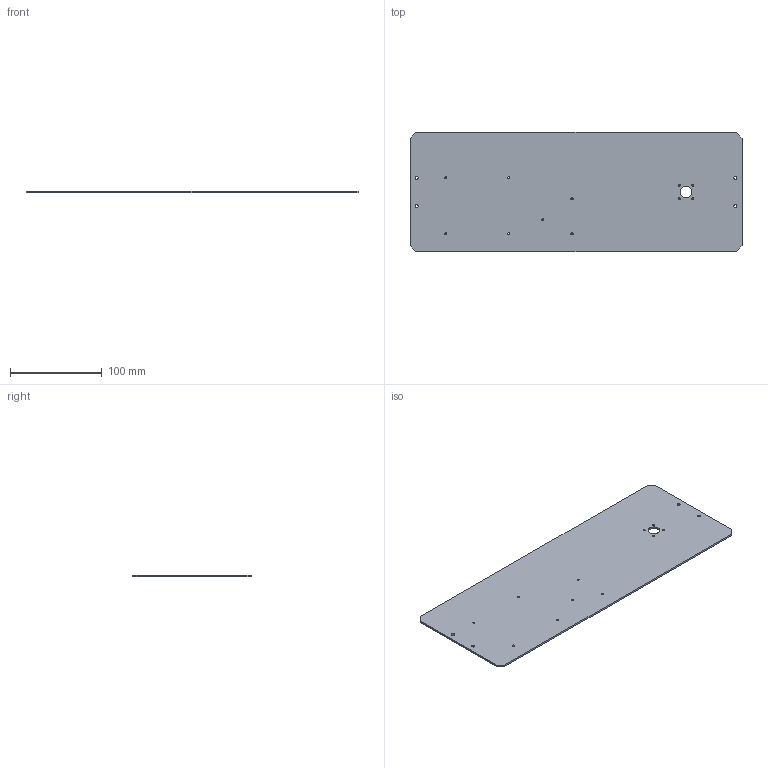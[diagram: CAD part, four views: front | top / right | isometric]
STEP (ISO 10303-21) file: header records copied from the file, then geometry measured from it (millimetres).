
FILE_DESCRIPTION(('FreeCAD Model'),'2;1');
FILE_NAME('Open CASCADE Shape Model','2023-03-16T11:13:18',(''),(''), 'Open CASCADE STEP processor 7.6','FreeCAD','Unknown');
FILE_SCHEMA(('AUTOMOTIVE_DESIGN { 1 0 10303 214 1 1 1 1 }'));
Length unit declared in the file: millimetre
Products named in the file (1): SCUR-V_mounting_Holes
Bounding box: 362.5 x 130 x 2 mm (x, y, z)
Volume: 93677.6 mm3; surface area: 95942.6 mm2
Topology: 1 solids, 1 shells, 26 faces, 72 edges, 48 vertices
Faces by surface type: cylinder 16, plane 10
Full cylindrical faces by diameter (mm): 2.261 x11, 3.5 x4, 12.7 x1
Entity records: 1882 total; most frequent: CARTESIAN_POINT 315, DIRECTION 298, LINE 152, VECTOR 152, ORIENTED_EDGE 144, PCURVE 144, DEFINITIONAL_REPRESENTATION 144, EDGE_CURVE 72
